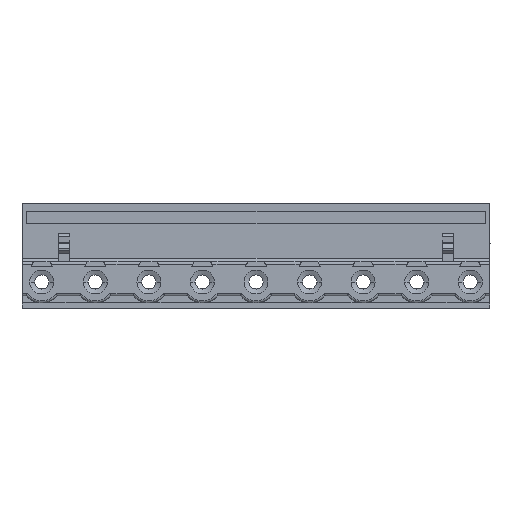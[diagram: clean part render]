
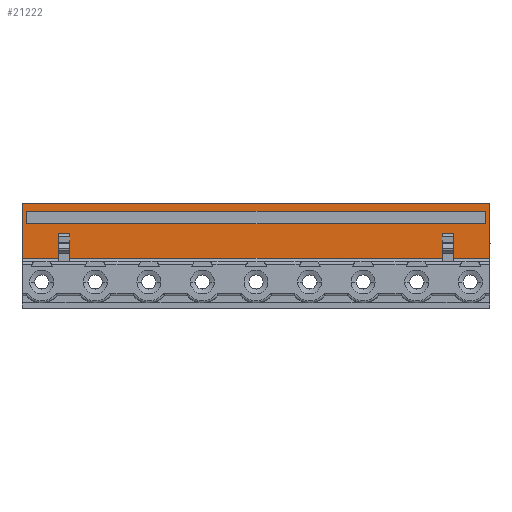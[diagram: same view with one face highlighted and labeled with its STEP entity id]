
A CAD part, front view. The second image highlights one B-rep face of the part: STEP entity #21222.
In plain terms, the highlighted planar face has unit normal (0, -1, 0).
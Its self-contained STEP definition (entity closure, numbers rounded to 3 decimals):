
#872=CARTESIAN_POINT('',(-10.577,-0.166,-0.35));
#873=VERTEX_POINT('',#872);
#880=CARTESIAN_POINT('',(-10.577,-0.166,7.5));
#881=VERTEX_POINT('',#880);
#882=CARTESIAN_POINT('',(-10.577,-0.166,-0.35));
#883=DIRECTION('',(0.,0.,1.));
#884=VECTOR('',#883,7.85);
#885=LINE('',#882,#884);
#886=EDGE_CURVE('',#873,#881,#885,.T.);
#1149=CARTESIAN_POINT('',(-5.377,-0.166,-0.35));
#1150=VERTEX_POINT('',#1149);
#1157=CARTESIAN_POINT('',(-5.377,-0.166,-0.35));
#1158=DIRECTION('',(-1.,0.,0.));
#1159=VECTOR('',#1158,5.2);
#1160=LINE('',#1157,#1159);
#1161=EDGE_CURVE('',#1150,#873,#1160,.T.);
#1523=CARTESIAN_POINT('',(-5.377,-0.166,3.195));
#1524=VERTEX_POINT('',#1523);
#1532=CARTESIAN_POINT('',(-5.377,-0.166,3.195));
#1533=DIRECTION('',(0.,0.,-1.));
#1534=VECTOR('',#1533,3.545);
#1535=LINE('',#1532,#1534);
#1536=EDGE_CURVE('',#1524,#1150,#1535,.T.);
#1633=CARTESIAN_POINT('',(-3.777,-0.166,3.195));
#1634=VERTEX_POINT('',#1633);
#1642=CARTESIAN_POINT('',(-3.777,-0.166,3.195));
#1643=DIRECTION('',(-1.,0.,0.));
#1644=VECTOR('',#1643,1.6);
#1645=LINE('',#1642,#1644);
#1646=EDGE_CURVE('',#1634,#1524,#1645,.T.);
#1663=CARTESIAN_POINT('',(-3.777,-0.166,-0.35));
#1664=VERTEX_POINT('',#1663);
#1665=CARTESIAN_POINT('',(-3.777,-0.166,-0.35));
#1666=DIRECTION('',(0.,0.,1.));
#1667=VECTOR('',#1666,3.545);
#1668=LINE('',#1665,#1667);
#1669=EDGE_CURVE('',#1664,#1634,#1668,.T.);
#1776=CARTESIAN_POINT('',(-9.877,-0.166,6.4));
#1777=VERTEX_POINT('',#1776);
#1778=CARTESIAN_POINT('',(-9.877,-0.166,4.6));
#1779=VERTEX_POINT('',#1778);
#1780=CARTESIAN_POINT('',(-9.877,-0.166,6.4));
#1781=DIRECTION('',(0.,0.,-1.));
#1782=VECTOR('',#1781,1.8);
#1783=LINE('',#1780,#1782);
#1784=EDGE_CURVE('',#1777,#1779,#1783,.T.);
#20347=CARTESIAN_POINT('',(56.003,-0.166,7.5));
#20348=VERTEX_POINT('',#20347);
#20364=CARTESIAN_POINT('',(-10.577,-0.166,7.5));
#20365=DIRECTION('',(1.,0.,0.));
#20366=VECTOR('',#20365,66.58);
#20367=LINE('',#20364,#20366);
#20368=EDGE_CURVE('',#881,#20348,#20367,.T.);
#20953=CARTESIAN_POINT('',(49.203,-0.166,-0.35));
#20954=VERTEX_POINT('',#20953);
#20961=CARTESIAN_POINT('',(49.203,-0.166,-0.35));
#20962=DIRECTION('',(-1.,0.,0.));
#20963=VECTOR('',#20962,52.98);
#20964=LINE('',#20961,#20963);
#20965=EDGE_CURVE('',#20954,#1664,#20964,.T.);
#20985=CARTESIAN_POINT('',(55.303,-0.166,6.4));
#20986=VERTEX_POINT('',#20985);
#20993=CARTESIAN_POINT('',(55.303,-0.166,6.4));
#20994=DIRECTION('',(-1.,0.,0.));
#20995=VECTOR('',#20994,65.18);
#20996=LINE('',#20993,#20995);
#20997=EDGE_CURVE('',#20986,#1777,#20996,.T.);
#21014=CARTESIAN_POINT('',(55.303,-0.166,4.6));
#21015=VERTEX_POINT('',#21014);
#21031=CARTESIAN_POINT('',(-9.877,-0.166,4.6));
#21032=DIRECTION('',(1.,0.,0.));
#21033=VECTOR('',#21032,65.18);
#21034=LINE('',#21031,#21033);
#21035=EDGE_CURVE('',#1779,#21015,#21034,.T.);
#21159=CARTESIAN_POINT('',(22.713,-0.166,3.575));
#21160=DIRECTION('',(0.,0.,-1.));
#21161=DIRECTION('',(0.,-1.,0.));
#21162=AXIS2_PLACEMENT_3D('',#21159,#21161,#21160);
#21163=PLANE('',#21162);
#21164=ORIENTED_EDGE('',*,*,#886,.F.);
#21165=ORIENTED_EDGE('',*,*,#1161,.F.);
#21166=ORIENTED_EDGE('',*,*,#1536,.F.);
#21167=ORIENTED_EDGE('',*,*,#1646,.F.);
#21168=ORIENTED_EDGE('',*,*,#1669,.F.);
#21169=ORIENTED_EDGE('',*,*,#20965,.F.);
#21170=CARTESIAN_POINT('',(49.203,-0.166,3.195));
#21171=VERTEX_POINT('',#21170);
#21172=CARTESIAN_POINT('',(49.203,-0.166,-0.35));
#21173=DIRECTION('',(0.,0.,1.));
#21174=VECTOR('',#21173,3.545);
#21175=LINE('',#21172,#21174);
#21176=EDGE_CURVE('',#20954,#21171,#21175,.T.);
#21177=ORIENTED_EDGE('',*,*,#21176,.T.);
#21178=CARTESIAN_POINT('',(50.803,-0.166,3.195));
#21179=VERTEX_POINT('',#21178);
#21180=CARTESIAN_POINT('',(49.203,-0.166,3.195));
#21181=DIRECTION('',(1.,0.,0.));
#21182=VECTOR('',#21181,1.6);
#21183=LINE('',#21180,#21182);
#21184=EDGE_CURVE('',#21171,#21179,#21183,.T.);
#21185=ORIENTED_EDGE('',*,*,#21184,.T.);
#21186=CARTESIAN_POINT('',(50.803,-0.166,-0.35));
#21187=VERTEX_POINT('',#21186);
#21188=CARTESIAN_POINT('',(50.803,-0.166,3.195));
#21189=DIRECTION('',(0.,0.,-1.));
#21190=VECTOR('',#21189,3.545);
#21191=LINE('',#21188,#21190);
#21192=EDGE_CURVE('',#21179,#21187,#21191,.T.);
#21193=ORIENTED_EDGE('',*,*,#21192,.T.);
#21194=CARTESIAN_POINT('',(56.003,-0.166,-0.35));
#21195=VERTEX_POINT('',#21194);
#21196=CARTESIAN_POINT('',(50.803,-0.166,-0.35));
#21197=DIRECTION('',(1.,0.,0.));
#21198=VECTOR('',#21197,5.2);
#21199=LINE('',#21196,#21198);
#21200=EDGE_CURVE('',#21187,#21195,#21199,.T.);
#21201=ORIENTED_EDGE('',*,*,#21200,.T.);
#21202=CARTESIAN_POINT('',(56.003,-0.166,-0.35));
#21203=DIRECTION('',(0.,0.,1.));
#21204=VECTOR('',#21203,7.85);
#21205=LINE('',#21202,#21204);
#21206=EDGE_CURVE('',#21195,#20348,#21205,.T.);
#21207=ORIENTED_EDGE('',*,*,#21206,.T.);
#21208=ORIENTED_EDGE('',*,*,#20368,.F.);
#21209=EDGE_LOOP('',(#21164,#21165,#21166,#21167,#21168,#21169,#21177,#21185,#21193,#21201,#21207,#21208));
#21210=FACE_OUTER_BOUND('',#21209,.T.);
#21211=CARTESIAN_POINT('',(55.303,-0.166,6.4));
#21212=DIRECTION('',(0.,0.,-1.));
#21213=VECTOR('',#21212,1.8);
#21214=LINE('',#21211,#21213);
#21215=EDGE_CURVE('',#20986,#21015,#21214,.T.);
#21216=ORIENTED_EDGE('',*,*,#21215,.T.);
#21217=ORIENTED_EDGE('',*,*,#21035,.F.);
#21218=ORIENTED_EDGE('',*,*,#1784,.F.);
#21219=ORIENTED_EDGE('',*,*,#20997,.F.);
#21220=EDGE_LOOP('',(#21216,#21217,#21218,#21219));
#21221=FACE_BOUND('',#21220,.T.);
#21222=ADVANCED_FACE('',(#21210,#21221),#21163,.T.);
